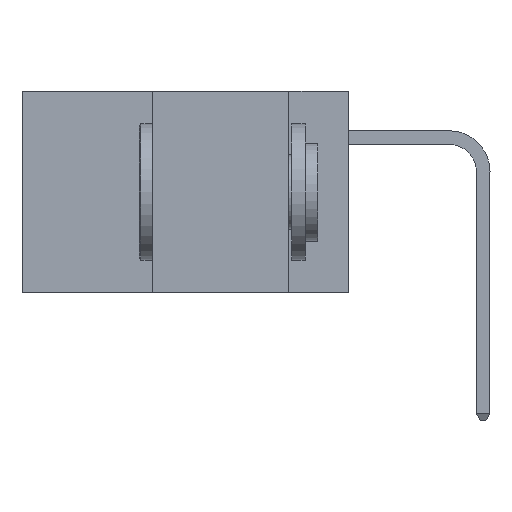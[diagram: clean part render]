
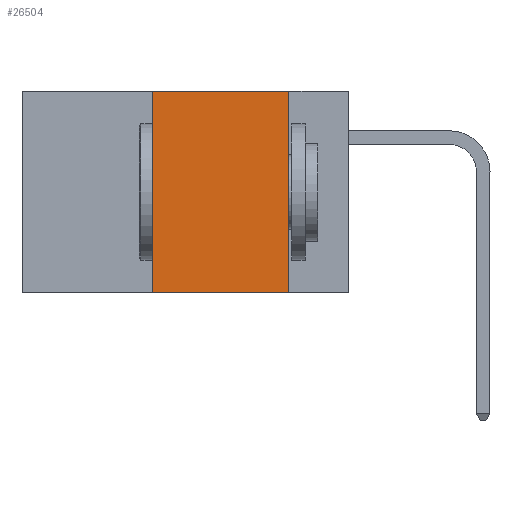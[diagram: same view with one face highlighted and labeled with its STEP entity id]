
A CAD part, left-side view. The second image highlights one B-rep face of the part: STEP entity #26504.
In plain terms, the highlighted planar face has unit normal (-1, 0, 0).
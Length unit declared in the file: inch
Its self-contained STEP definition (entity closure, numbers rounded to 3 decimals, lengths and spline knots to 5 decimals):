
#2263 = VERTEX_POINT ( 'NONE', #15896 ) ;
#3155 = PLANE ( 'NONE',  #26049 ) ;
#3911 = LINE ( 'NONE', #32583, #17618 ) ;
#4915 = VERTEX_POINT ( 'NONE', #7644 ) ;
#7236 = CARTESIAN_POINT ( 'NONE',  ( 0., 0.36, 0. ) ) ;
#7644 = CARTESIAN_POINT ( 'NONE',  ( 0., 0.11, 0. ) ) ;
#8682 = CARTESIAN_POINT ( 'NONE',  ( 0., 0.6, 0. ) ) ;
#10651 = LINE ( 'NONE', #27469, #30826 ) ;
#11426 = DIRECTION ( 'NONE',  ( 1., 0., 0. ) ) ;
#11757 = EDGE_CURVE ( 'NONE', #2263, #4915, #19199, .T. ) ;
#15343 = DIRECTION ( 'NONE',  ( 0., -1., 0. ) ) ;
#15896 = CARTESIAN_POINT ( 'NONE',  ( 0., 0.36, 0. ) ) ;
#16550 = DIRECTION ( 'NONE',  ( 0., -1., 0. ) ) ;
#17245 = CARTESIAN_POINT ( 'NONE',  ( 0., 0.11, -0.37 ) ) ;
#17265 = EDGE_LOOP ( 'NONE', ( #18932, #18895, #21549, #29352 ) ) ;
#17618 = VECTOR ( 'NONE', #18855, 39.37008 ) ;
#17974 = CARTESIAN_POINT ( 'NONE',  ( 0., 0.6, 0. ) ) ;
#18855 = DIRECTION ( 'NONE',  ( 0., 0., -1. ) ) ;
#18895 = ORIENTED_EDGE ( 'NONE', *, *, #11757, .F. ) ;
#18932 = ORIENTED_EDGE ( 'NONE', *, *, #19927, .F. ) ;
#19020 = VERTEX_POINT ( 'NONE', #17245 ) ;
#19199 = LINE ( 'NONE', #17974, #33845 ) ;
#19927 = EDGE_CURVE ( 'NONE', #4915, #19020, #3911, .T. ) ;
#21549 = ORIENTED_EDGE ( 'NONE', *, *, #25437, .F. ) ;
#23001 = VECTOR ( 'NONE', #31967, 39.37008 ) ;
#25437 = EDGE_CURVE ( 'NONE', #34234, #2263, #30359, .T. ) ;
#26049 = AXIS2_PLACEMENT_3D ( 'NONE', #8682, #11426, #30616 ) ;
#26504 = ADVANCED_FACE ( 'NONE', ( #31580 ), #3155, .F. ) ;
#27469 = CARTESIAN_POINT ( 'NONE',  ( 0., 0.6, -0.37 ) ) ;
#29352 = ORIENTED_EDGE ( 'NONE', *, *, #31586, .T. ) ;
#30359 = LINE ( 'NONE', #7236, #23001 ) ;
#30616 = DIRECTION ( 'NONE',  ( 0., 0., -1. ) ) ;
#30826 = VECTOR ( 'NONE', #16550, 39.37008 ) ;
#31580 = FACE_OUTER_BOUND ( 'NONE', #17265, .T. ) ;
#31586 = EDGE_CURVE ( 'NONE', #34234, #19020, #10651, .T. ) ;
#31967 = DIRECTION ( 'NONE',  ( 0., 0., 1. ) ) ;
#32583 = CARTESIAN_POINT ( 'NONE',  ( 0., 0.11, 0. ) ) ;
#32789 = CARTESIAN_POINT ( 'NONE',  ( 0., 0.36, -0.37 ) ) ;
#33845 = VECTOR ( 'NONE', #15343, 39.37008 ) ;
#34234 = VERTEX_POINT ( 'NONE', #32789 ) ;
